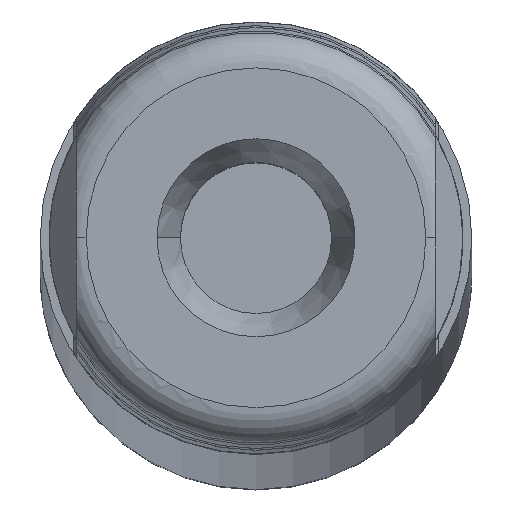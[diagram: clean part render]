
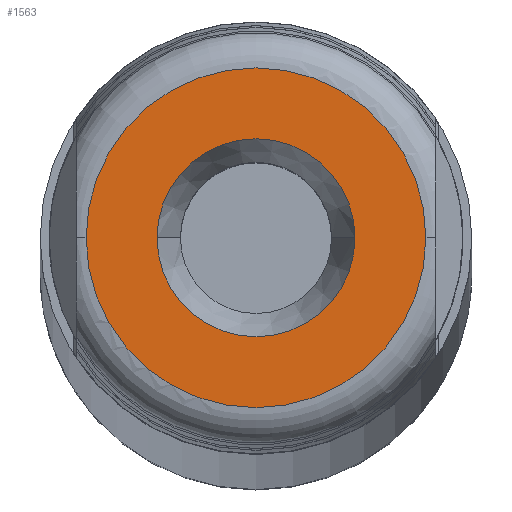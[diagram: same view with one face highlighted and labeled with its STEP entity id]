
A CAD part, top view. The second image highlights one B-rep face of the part: STEP entity #1563.
In plain terms, the highlighted planar face has unit normal (0, 0, 1).
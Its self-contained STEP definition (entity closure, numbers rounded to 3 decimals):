
#87 = ORIENTED_EDGE ( 'NONE', *, *, #878, .T. ) ;
#137 = EDGE_LOOP ( 'NONE', ( #732, #2491 ) ) ;
#178 = CIRCLE ( 'NONE', #2845, 4.72 ) ;
#290 = CARTESIAN_POINT ( 'NONE',  ( 0., 0., 0. ) ) ;
#306 = DIRECTION ( 'NONE',  ( 0., 0., -1. ) ) ;
#362 = FACE_OUTER_BOUND ( 'NONE', #2141, .T. ) ;
#386 = AXIS2_PLACEMENT_3D ( 'NONE', #791, #306, #2351 ) ;
#514 = DIRECTION ( 'NONE',  ( 1., 0., 0. ) ) ;
#676 = AXIS2_PLACEMENT_3D ( 'NONE', #684, #769, #1463 ) ;
#684 = CARTESIAN_POINT ( 'NONE',  ( 0., 0., 0. ) ) ;
#732 = ORIENTED_EDGE ( 'NONE', *, *, #1422, .F. ) ;
#738 = EDGE_CURVE ( 'NONE', #2756, #2654, #2665, .T. ) ;
#769 = DIRECTION ( 'NONE',  ( 0., 0., 1. ) ) ;
#791 = CARTESIAN_POINT ( 'NONE',  ( 0., 0., 0. ) ) ;
#878 = EDGE_CURVE ( 'NONE', #1685, #2803, #178, .T. ) ;
#911 = CARTESIAN_POINT ( 'NONE',  ( 4.72, 0., 0. ) ) ;
#1137 = DIRECTION ( 'NONE',  ( 1., 0., 0. ) ) ;
#1184 = DIRECTION ( 'NONE',  ( 1., 0., 0. ) ) ;
#1368 = DIRECTION ( 'NONE',  ( 0., 0., 1. ) ) ;
#1422 = EDGE_CURVE ( 'NONE', #2654, #2756, #2217, .T. ) ;
#1432 = CIRCLE ( 'NONE', #676, 4.72 ) ;
#1463 = DIRECTION ( 'NONE',  ( 1., 0., 0. ) ) ;
#1466 = PLANE ( 'NONE',  #386 ) ;
#1563 = ADVANCED_FACE ( 'NONE', ( #1705, #362 ), #1466, .F. ) ;
#1685 = VERTEX_POINT ( 'NONE', #1944 ) ;
#1705 = FACE_BOUND ( 'NONE', #137, .T. ) ;
#1747 = CARTESIAN_POINT ( 'NONE',  ( -2.75, 0., 0. ) ) ;
#1944 = CARTESIAN_POINT ( 'NONE',  ( -4.72, 0., 0. ) ) ;
#2050 = DIRECTION ( 'NONE',  ( 0., 0., 1. ) ) ;
#2141 = EDGE_LOOP ( 'NONE', ( #2672, #87 ) ) ;
#2164 = AXIS2_PLACEMENT_3D ( 'NONE', #2255, #1368, #1184 ) ;
#2217 = CIRCLE ( 'NONE', #2164, 2.75 ) ;
#2255 = CARTESIAN_POINT ( 'NONE',  ( 0., 0., 0. ) ) ;
#2304 = CARTESIAN_POINT ( 'NONE',  ( 2.75, 0., 0. ) ) ;
#2351 = DIRECTION ( 'NONE',  ( -1., 0., 0. ) ) ;
#2491 = ORIENTED_EDGE ( 'NONE', *, *, #738, .F. ) ;
#2522 = DIRECTION ( 'NONE',  ( 0., 0., 1. ) ) ;
#2559 = AXIS2_PLACEMENT_3D ( 'NONE', #290, #2522, #514 ) ;
#2579 = EDGE_CURVE ( 'NONE', #2803, #1685, #1432, .T. ) ;
#2654 = VERTEX_POINT ( 'NONE', #2304 ) ;
#2665 = CIRCLE ( 'NONE', #2559, 2.75 ) ;
#2672 = ORIENTED_EDGE ( 'NONE', *, *, #2579, .T. ) ;
#2715 = CARTESIAN_POINT ( 'NONE',  ( 0., 0., 0. ) ) ;
#2756 = VERTEX_POINT ( 'NONE', #1747 ) ;
#2803 = VERTEX_POINT ( 'NONE', #911 ) ;
#2845 = AXIS2_PLACEMENT_3D ( 'NONE', #2715, #2050, #1137 ) ;
